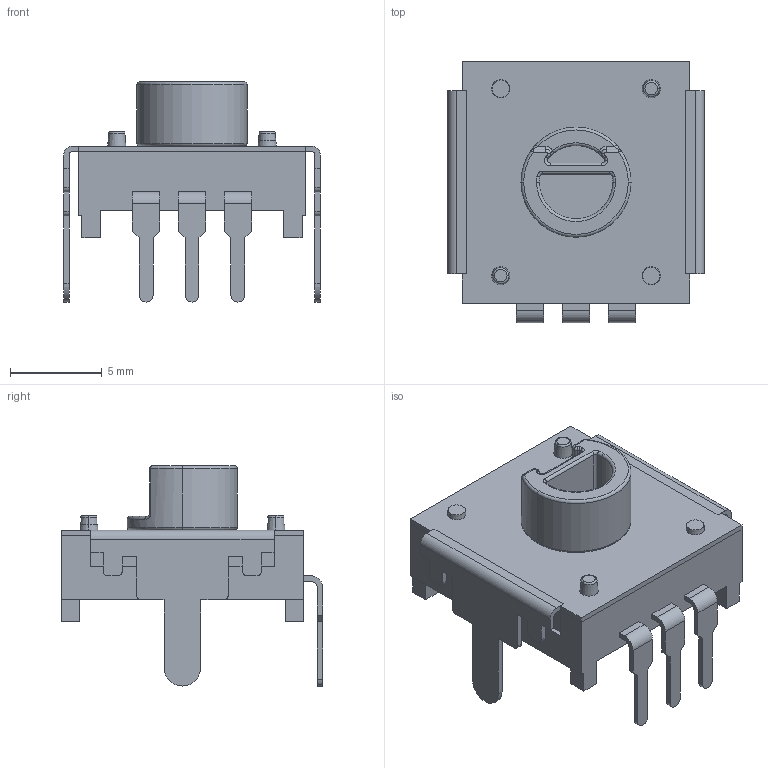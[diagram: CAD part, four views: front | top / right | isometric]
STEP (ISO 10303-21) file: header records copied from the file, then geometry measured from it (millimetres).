
FILE_DESCRIPTION (( 'STEP AP214' ), '1' );
FILE_NAME ('PES12-40S-N0024.STEP', '2023-03-30T03:40:03', ( '' ), ( '' ), 'SwSTEP 2.0', 'SolidWorks 2022', '' );
FILE_SCHEMA (( 'AUTOMOTIVE_DESIGN' ));
Length unit declared in the file: millimetre
Products named in the file (1): PES12-40S-N0024
Bounding box: 14 x 14.25 x 12 mm (x, y, z)
Volume: 662.3 mm3; surface area: 1269.6 mm2
Topology: 12 solids, 12 shells, 245 faces, 621 edges, 395 vertices
Faces by surface type: plane 138, cylinder 56, torus 37, cone 8, bspline 4, sphere 2
Entity records: 10125 total; most frequent: CARTESIAN_POINT 1391, DIRECTION 1295, ORIENTED_EDGE 1234, EDGE_CURVE 617, AXIS2_PLACEMENT_3D 445, VECTOR 405, LINE 405, VERTEX_POINT 395
